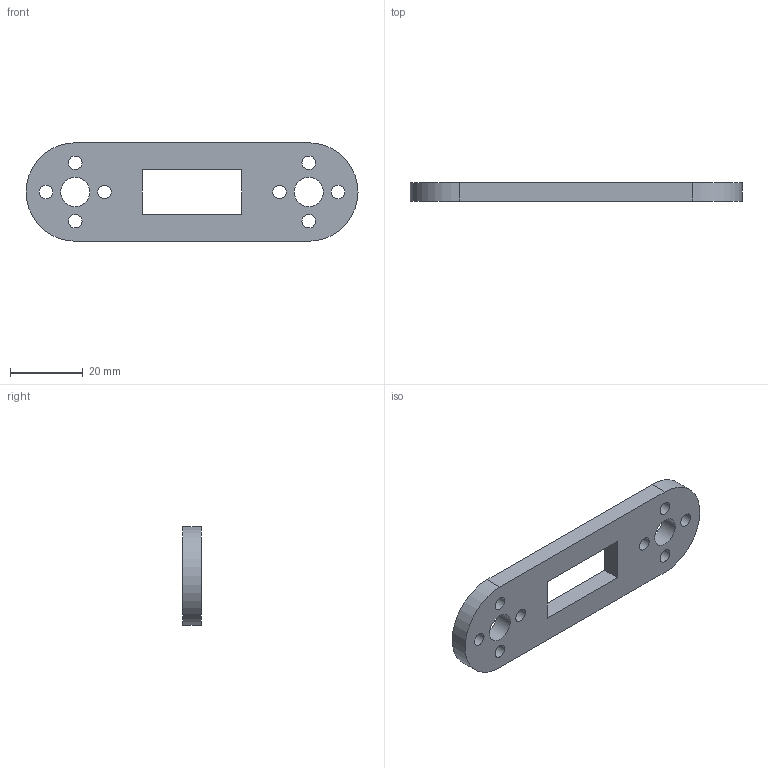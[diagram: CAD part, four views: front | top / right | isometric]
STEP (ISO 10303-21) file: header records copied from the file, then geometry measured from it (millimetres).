
FILE_DESCRIPTION(/* description */ (''),/* implementation_level */ '2;1');
FILE_NAME(/* name */ 'Tetrix_739176.ipt.stp',/* time_stamp */ '2014-12-18T17:47:32-08:00',/* author */ ('Autodesk Inc.'),/* organization */ ('Autodesk Inc.'),/* preprocessor_version */ 'ST-DEVELOPER v15.6',/* originating_system */ 'Autodesk Inventor 2015',/* authorisation */ '');
FILE_SCHEMA (('AUTOMOTIVE_DESIGN { 1 0 10303 214 3 1 1 }'));
Length unit declared in the file: millimetre
Products named in the file (1): Tetrix_739176
Bounding box: 91 x 5 x 27 mm (x, y, z)
Volume: 8913.3 mm3; surface area: 5739.4 mm2
Topology: 1 solids, 1 shells, 20 faces, 54 edges, 36 vertices
Faces by surface type: cylinder 12, plane 8
Full cylindrical faces by diameter (mm): 3.7 x8, 8 x2
Entity records: 694 total; most frequent: DIRECTION 110, CARTESIAN_POINT 101, ORIENTED_EDGE 88, EDGE_LOOP 52, AXIS2_PLACEMENT_3D 45, EDGE_CURVE 44, VERTEX_POINT 36, FACE_BOUND 32
